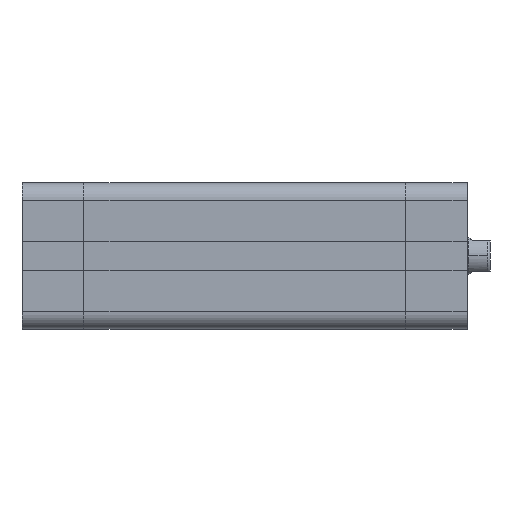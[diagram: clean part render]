
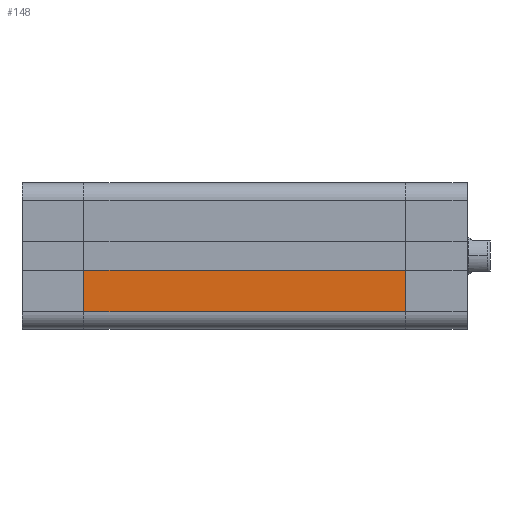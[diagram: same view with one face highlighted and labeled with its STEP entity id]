
A CAD part, top view. The second image highlights one B-rep face of the part: STEP entity #148.
In plain terms, the highlighted face is planar.
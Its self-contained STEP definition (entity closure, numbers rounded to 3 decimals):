
#148 = ADVANCED_FACE ( 'NONE', ( #7927 ), #1722, .T. ) ;
#961 = EDGE_CURVE ( 'NONE', #3623, #3624, #4197, .T. ) ;
#964 = EDGE_CURVE ( 'NONE', #3769, #3623, #4201, .T. ) ;
#965 = EDGE_CURVE ( 'NONE', #3769, #3586, #4205, .T. ) ;
#966 = EDGE_CURVE ( 'NONE', #3586, #3624, #4200, .T. ) ;
#1535 = AXIS2_PLACEMENT_3D ( 'NONE', #1721, #1717, #1711 ) ;
#1711 = DIRECTION ( 'NONE',  ( 0., 0., 1. ) ) ;
#1717 = DIRECTION ( 'NONE',  ( -1., 0., 0. ) ) ;
#1721 = CARTESIAN_POINT ( 'NONE',  ( -14.5, 11., -63.5 ) ) ;
#1722 = PLANE ( 'NONE',  #1535 ) ;
#2992 = CARTESIAN_POINT ( 'NONE',  ( -14.5, 11., -63.5 ) ) ;
#2993 = CARTESIAN_POINT ( 'NONE',  ( -14.5, -11., -63.5 ) ) ;
#2994 = DIRECTION ( 'NONE',  ( 0., 0., 1. ) ) ;
#3000 = CARTESIAN_POINT ( 'NONE',  ( -14.5, 11., 0. ) ) ;
#3001 = DIRECTION ( 'NONE',  ( 0., -1., 0. ) ) ;
#3003 = CARTESIAN_POINT ( 'NONE',  ( -14.5, -2.85, -63.5 ) ) ;
#3004 = DIRECTION ( 'NONE',  ( 0., 0., 1. ) ) ;
#3006 = DIRECTION ( 'NONE',  ( 0., -1., 0. ) ) ;
#3586 = VERTEX_POINT ( 'NONE', #6196 ) ;
#3623 = VERTEX_POINT ( 'NONE', #6208 ) ;
#3624 = VERTEX_POINT ( 'NONE', #6209 ) ;
#3769 = VERTEX_POINT ( 'NONE', #6302 ) ;
#4197 = LINE ( 'NONE', #2993, #4198 ) ;
#4198 = VECTOR ( 'NONE', #2994, 1000. ) ;
#4200 = LINE ( 'NONE', #3000, #4207 ) ;
#4201 = LINE ( 'NONE', #2992, #4203 ) ;
#4203 = VECTOR ( 'NONE', #3001, 1000. ) ;
#4205 = LINE ( 'NONE', #3003, #4206 ) ;
#4206 = VECTOR ( 'NONE', #3004, 1000. ) ;
#4207 = VECTOR ( 'NONE', #3006, 1000. ) ;
#6196 = CARTESIAN_POINT ( 'NONE',  ( -14.5, -2.85, 0. ) ) ;
#6208 = CARTESIAN_POINT ( 'NONE',  ( -14.5, -11., -63.5 ) ) ;
#6209 = CARTESIAN_POINT ( 'NONE',  ( -14.5, -11., 0. ) ) ;
#6302 = CARTESIAN_POINT ( 'NONE',  ( -14.5, -2.85, -63.5 ) ) ;
#7039 = ORIENTED_EDGE ( 'NONE', *, *, #965, .F. ) ;
#7040 = ORIENTED_EDGE ( 'NONE', *, *, #964, .T. ) ;
#7041 = ORIENTED_EDGE ( 'NONE', *, *, #961, .T. ) ;
#7042 = ORIENTED_EDGE ( 'NONE', *, *, #966, .F. ) ;
#7309 = EDGE_LOOP ( 'NONE', ( #7039, #7040, #7041, #7042 ) ) ;
#7927 = FACE_OUTER_BOUND ( 'NONE', #7309, .T. ) ;
